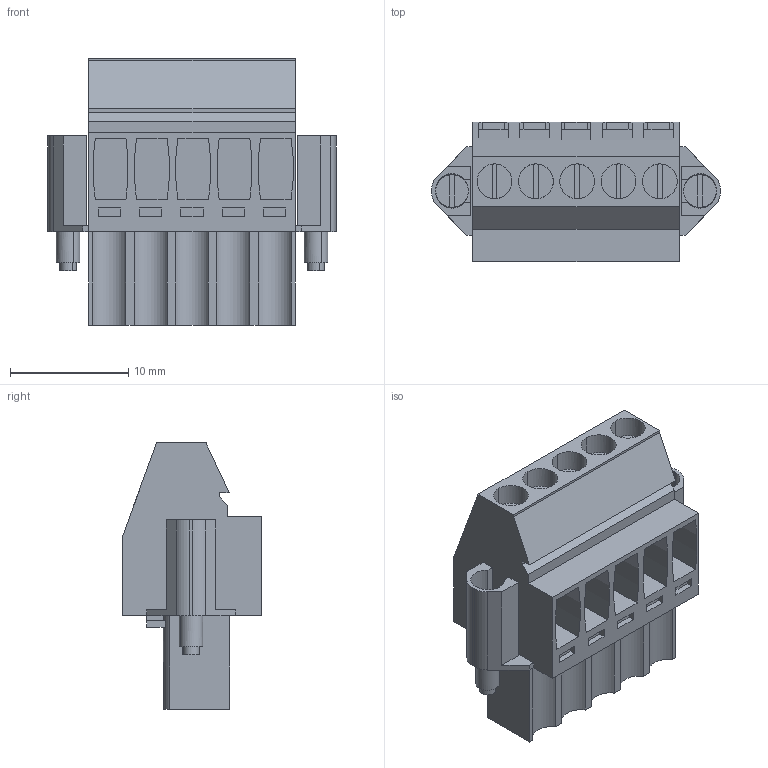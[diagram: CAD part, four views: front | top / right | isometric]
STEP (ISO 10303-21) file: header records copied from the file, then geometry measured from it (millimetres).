
FILE_DESCRIPTION(('CATIA V5 STEP Exchange','CAx-IF Rec.Pracs.--- Model Styling and Organization---1.2---2011-12-15'),'2;1');
FILE_NAME ('D1454130_0_1639960000_1639960000.stp','2017-04-20T09:16:42+00:00',('none'),('Weidmueller'),'CATIA Version 5-6 Release 2014','CATIA V5 STEP AP214','none');
FILE_SCHEMA(('AUTOMOTIVE_DESIGN { 1 0 10303 214 1 1 1 1 }'));
Length unit declared in the file: millimetre
Products named in the file (1): 1639960000
Bounding box: 24.44 x 11.83 x 22.6 mm (x, y, z)
Volume: 2808.3 mm3; surface area: 2910.9 mm2
Topology: 8 solids, 8 shells, 399 faces, 1082 edges, 728 vertices
Faces by surface type: plane 315, cylinder 72, extrusion 12
Entity records: 12164 total; most frequent: CARTESIAN_POINT 2517, ORIENTED_EDGE 2164, DIRECTION 1624, EDGE_CURVE 1082, VECTOR 868, LINE 856, VERTEX_POINT 728, AXIS2_PLACEMENT_3D 469
